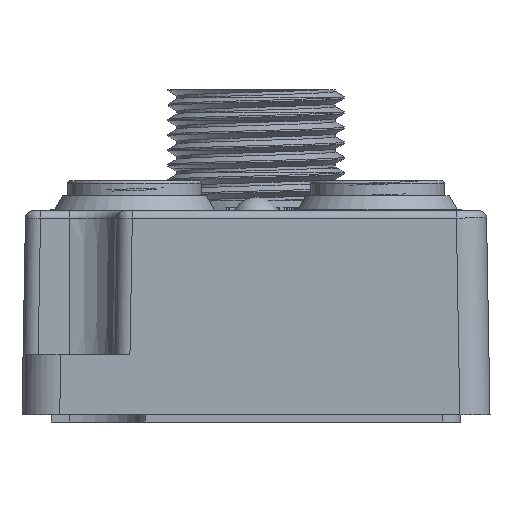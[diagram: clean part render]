
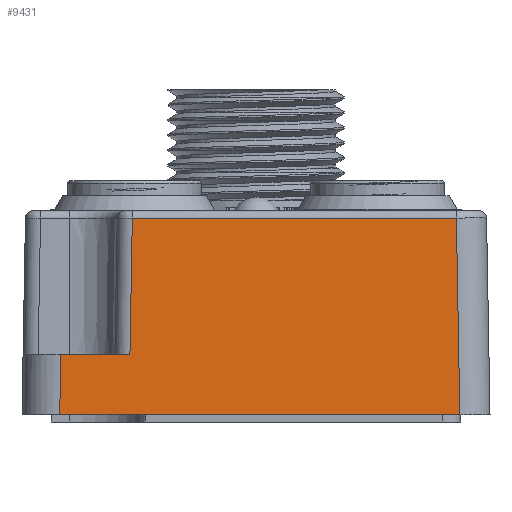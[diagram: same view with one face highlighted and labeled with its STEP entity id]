
A CAD part, front view. The second image highlights one B-rep face of the part: STEP entity #9431.
In plain terms, the highlighted planar face has unit normal (0, -1, 0.018).
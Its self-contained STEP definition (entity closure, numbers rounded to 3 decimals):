
#8166=FACE_OUTER_BOUND('',#15259,.T.);
#9431=ADVANCED_FACE('',(#8166),#10927,.T.);
#10927=PLANE('',#37938);
#15259=EDGE_LOOP('',(#19589,#19590,#19591,#19592,#19593,#19594));
#19589=ORIENTED_EDGE('',*,*,#29940,.T.);
#19590=ORIENTED_EDGE('',*,*,#29941,.T.);
#19591=ORIENTED_EDGE('',*,*,#29942,.T.);
#19592=ORIENTED_EDGE('',*,*,#28803,.F.);
#19593=ORIENTED_EDGE('',*,*,#29943,.T.);
#19594=ORIENTED_EDGE('',*,*,#29944,.T.);
#25859=VERTEX_POINT('',#49321);
#25860=VERTEX_POINT('',#49323);
#26636=VERTEX_POINT('',#54670);
#26637=VERTEX_POINT('',#54671);
#26638=VERTEX_POINT('',#54673);
#26639=VERTEX_POINT('',#54676);
#28803=EDGE_CURVE('',#25859,#25860,#32668,.T.);
#29940=EDGE_CURVE('',#26636,#26637,#33491,.T.);
#29941=EDGE_CURVE('',#26637,#26638,#33492,.T.);
#29942=EDGE_CURVE('',#26638,#25860,#33493,.T.);
#29943=EDGE_CURVE('',#25859,#26639,#33494,.T.);
#29944=EDGE_CURVE('',#26639,#26636,#33495,.T.);
#32668=LINE('',#49322,#34986);
#33491=LINE('',#54669,#35913);
#33492=LINE('',#54672,#35914);
#33493=LINE('',#54674,#35915);
#33494=LINE('',#54675,#35916);
#33495=LINE('',#54677,#35917);
#34986=VECTOR('',#39853,1.);
#35913=VECTOR('',#41636,1.);
#35914=VECTOR('',#41637,1.);
#35915=VECTOR('',#41638,1.);
#35916=VECTOR('',#41639,1.);
#35917=VECTOR('',#41640,1.);
#37938=AXIS2_PLACEMENT_3D('',#54678,#41641,#41642);
#39853=DIRECTION('',(-1.,0.,0.));
#41636=DIRECTION('',(-0.017,-0.017,-1.));
#41637=DIRECTION('',(-1.,0.,0.));
#41638=DIRECTION('',(-0.017,-0.017,-1.));
#41639=DIRECTION('',(-0.017,0.017,1.));
#41640=DIRECTION('',(-1.,0.,0.));
#41641=DIRECTION('',(0.,-1.,0.017));
#41642=DIRECTION('',(0.,0.017,1.));
#49321=CARTESIAN_POINT('',(428.85,-182.036,-13.5));
#49322=CARTESIAN_POINT('',(415.35,-182.036,-13.5));
#49323=CARTESIAN_POINT('',(402.35,-182.036,-13.5));
#54669=CARTESIAN_POINT('',(406.933,-182.034,-13.353));
#54670=CARTESIAN_POINT('',(407.157,-181.809,-0.491));
#54671=CARTESIAN_POINT('',(407.,-181.966,-9.5));
#54672=CARTESIAN_POINT('',(403.,-181.966,-9.5));
#54673=CARTESIAN_POINT('',(402.419,-181.966,-9.5));
#54674=CARTESIAN_POINT('',(402.354,-182.032,-13.276));
#54675=CARTESIAN_POINT('',(428.846,-182.032,-13.267));
#54676=CARTESIAN_POINT('',(428.623,-181.809,-0.491));
#54677=CARTESIAN_POINT('',(415.35,-181.809,-0.491));
#54678=CARTESIAN_POINT('',(415.35,-182.036,-13.5));
